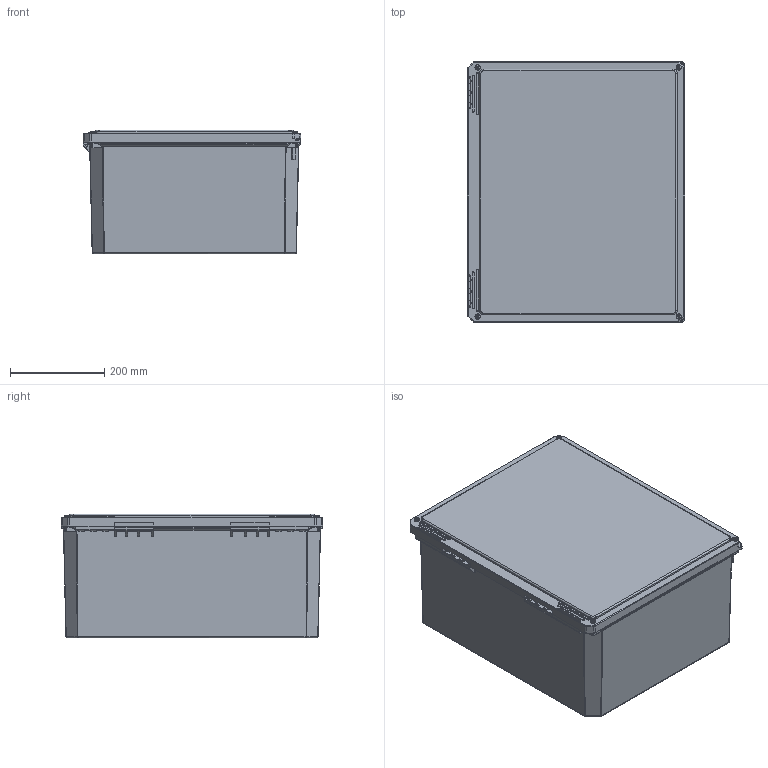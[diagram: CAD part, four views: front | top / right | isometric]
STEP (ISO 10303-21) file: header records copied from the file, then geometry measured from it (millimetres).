
FILE_DESCRIPTION (( 'STEP AP214' ), '1' );
FILE_NAME ('FR201610W.STEP', '2018-11-01T15:40:15', ( '' ), ( '' ), 'SwSTEP 2.0', 'SolidWorks 2018', '' );
FILE_SCHEMA (( 'AUTOMOTIVE_DESIGN' ));
Length unit declared in the file: inch
Products named in the file (1): FR201610W
Bounding box: 461.43 x 553.48 x 262.72 mm (x, y, z)
Volume: 4638343 mm3; surface area: 2047186.8 mm2
Topology: 27 solids, 28 shells, 2145 faces, 5398 edges, 3211 vertices
Faces by surface type: cylinder 781, plane 738, bspline 514, cone 96, torus 16
Full cylindrical faces by diameter (mm): 3.48 x4, 3.861 x8, 3.962 x16, 5.055 x4, 5.563 x2, 5.766 x2, 6.248 x16, 6.401 x4, 6.426 x4, 7.937 x1, 7.938 x1, 11.049 x2, 11.43 x4
Entity records: 119900 total; most frequent: CARTESIAN_POINT 46871, ORIENTED_EDGE 10286, DIRECTION 7493, EDGE_CURVE 5143, VERTEX_POINT 3171, LINE 2581, VECTOR 2581, AXIS2_PLACEMENT_3D 2456
